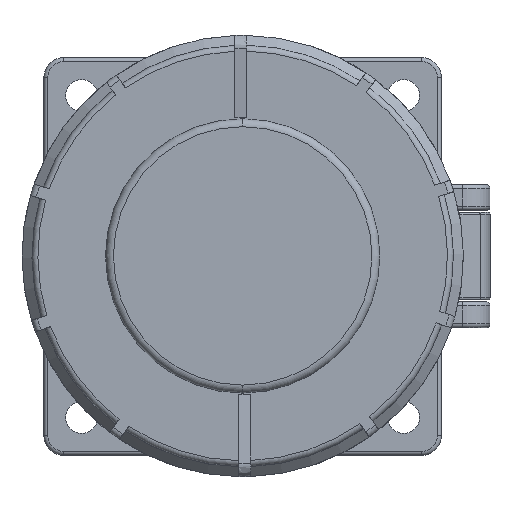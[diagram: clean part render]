
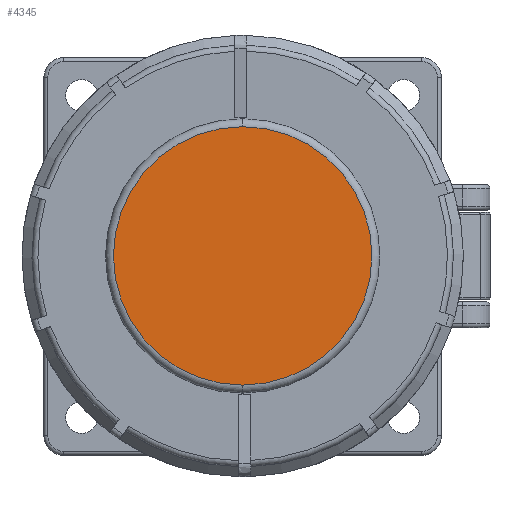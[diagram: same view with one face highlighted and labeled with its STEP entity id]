
A CAD part, top view. The second image highlights one B-rep face of the part: STEP entity #4345.
In plain terms, the highlighted face is planar.
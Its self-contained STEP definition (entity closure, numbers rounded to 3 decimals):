
#264 = CARTESIAN_POINT ( 'NONE',  ( -32.5, 0., -2. ) ) ;
#1357 = DIRECTION ( 'NONE',  ( -1., 0., 0. ) ) ;
#2249 = CIRCLE ( 'NONE', #14900, 32.5 ) ;
#2865 = CARTESIAN_POINT ( 'NONE',  ( 0., 0., -2. ) ) ;
#4212 = EDGE_CURVE ( 'NONE', #15700, #7537, #11997, .T. ) ;
#4345 = ADVANCED_FACE ( 'NONE', ( #8133 ), #13823, .T. ) ;
#5001 = DIRECTION ( 'NONE',  ( 0., 0., -1. ) ) ;
#6418 = EDGE_CURVE ( 'NONE', #7537, #15700, #2249, .T. ) ;
#6770 = CARTESIAN_POINT ( 'NONE',  ( 0., 0., -2. ) ) ;
#7537 = VERTEX_POINT ( 'NONE', #19776 ) ;
#8133 = FACE_OUTER_BOUND ( 'NONE', #8187, .T. ) ;
#8187 = EDGE_LOOP ( 'NONE', ( #13141, #16697 ) ) ;
#8672 = DIRECTION ( 'NONE',  ( 0., 0., -1. ) ) ;
#10225 = AXIS2_PLACEMENT_3D ( 'NONE', #6770, #5001, #18149 ) ;
#10991 = DIRECTION ( 'NONE',  ( 0., 0., -1. ) ) ;
#11997 = CIRCLE ( 'NONE', #10225, 32.5 ) ;
#13141 = ORIENTED_EDGE ( 'NONE', *, *, #4212, .T. ) ;
#13761 = DIRECTION ( 'NONE',  ( -1., 0., 0. ) ) ;
#13823 = PLANE ( 'NONE',  #16784 ) ;
#14900 = AXIS2_PLACEMENT_3D ( 'NONE', #2865, #10991, #1357 ) ;
#15700 = VERTEX_POINT ( 'NONE', #264 ) ;
#16697 = ORIENTED_EDGE ( 'NONE', *, *, #6418, .T. ) ;
#16784 = AXIS2_PLACEMENT_3D ( 'NONE', #19980, #8672, #13761 ) ;
#18149 = DIRECTION ( 'NONE',  ( -1., 0., 0. ) ) ;
#19776 = CARTESIAN_POINT ( 'NONE',  ( 32.5, 0., -2. ) ) ;
#19980 = CARTESIAN_POINT ( 'NONE',  ( 0., 0., -2. ) ) ;
